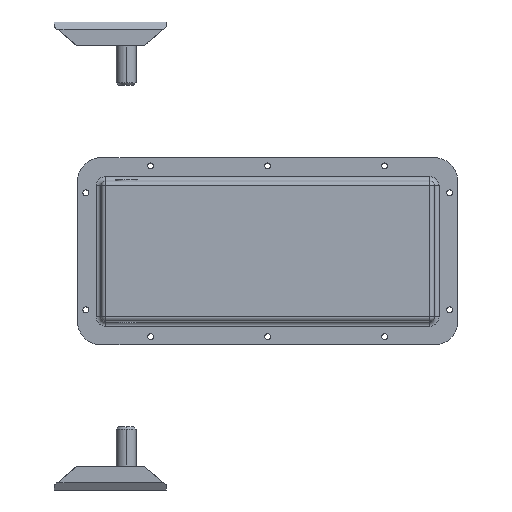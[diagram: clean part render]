
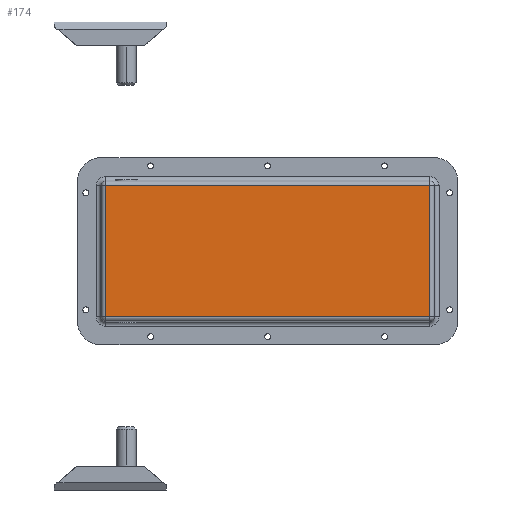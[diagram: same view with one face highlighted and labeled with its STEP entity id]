
A CAD part, front view. The second image highlights one B-rep face of the part: STEP entity #174.
In plain terms, the highlighted planar face has unit normal (0, -1, 0).
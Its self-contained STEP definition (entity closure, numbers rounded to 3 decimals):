
#90 = DIRECTION ( 'NONE',  ( 1., 0., 0. ) ) ;
#174 = ADVANCED_FACE ( 'NONE', ( #17091 ), #7809, .F. ) ;
#665 = VECTOR ( 'NONE', #5744, 1000. ) ;
#735 = CARTESIAN_POINT ( 'NONE',  ( 259.5, -15., 56. ) ) ;
#1340 = VERTEX_POINT ( 'NONE', #19762 ) ;
#1415 = DIRECTION ( 'NONE',  ( 0., 0., 1. ) ) ;
#1719 = AXIS2_PLACEMENT_3D ( 'NONE', #6038, #19972, #9571 ) ;
#3835 = LINE ( 'NONE', #6948, #18303 ) ;
#4647 = VERTEX_POINT ( 'NONE', #18514 ) ;
#5744 = DIRECTION ( 'NONE',  ( -1., 0., 0. ) ) ;
#6038 = CARTESIAN_POINT ( 'NONE',  ( -21.5, -15., 60. ) ) ;
#6561 = VECTOR ( 'NONE', #1415, 1000. ) ;
#6948 = CARTESIAN_POINT ( 'NONE',  ( -17.5, -15., 60. ) ) ;
#7117 = LINE ( 'NONE', #17036, #6561 ) ;
#7809 = PLANE ( 'NONE',  #1719 ) ;
#8285 = EDGE_CURVE ( 'NONE', #4647, #14731, #7117, .T. ) ;
#9571 = DIRECTION ( 'NONE',  ( 0., 0., 1. ) ) ;
#10502 = CARTESIAN_POINT ( 'NONE',  ( -21.5, -15., -56. ) ) ;
#10872 = EDGE_CURVE ( 'NONE', #14731, #12544, #15126, .T. ) ;
#11035 = CARTESIAN_POINT ( 'NONE',  ( -21.5, -15., 56. ) ) ;
#11527 = ORIENTED_EDGE ( 'NONE', *, *, #8285, .T. ) ;
#12042 = VECTOR ( 'NONE', #90, 1000. ) ;
#12544 = VERTEX_POINT ( 'NONE', #12726 ) ;
#12726 = CARTESIAN_POINT ( 'NONE',  ( -17.5, -15., 56. ) ) ;
#13902 = ORIENTED_EDGE ( 'NONE', *, *, #20940, .T. ) ;
#14731 = VERTEX_POINT ( 'NONE', #735 ) ;
#15126 = LINE ( 'NONE', #11035, #665 ) ;
#16666 = LINE ( 'NONE', #10502, #12042 ) ;
#17036 = CARTESIAN_POINT ( 'NONE',  ( 259.5, -15., 60. ) ) ;
#17091 = FACE_OUTER_BOUND ( 'NONE', #21071, .T. ) ;
#17365 = ORIENTED_EDGE ( 'NONE', *, *, #10872, .T. ) ;
#18041 = ORIENTED_EDGE ( 'NONE', *, *, #20352, .T. ) ;
#18303 = VECTOR ( 'NONE', #19112, 1000. ) ;
#18514 = CARTESIAN_POINT ( 'NONE',  ( 259.5, -15., -56. ) ) ;
#19112 = DIRECTION ( 'NONE',  ( 0., 0., -1. ) ) ;
#19762 = CARTESIAN_POINT ( 'NONE',  ( -17.5, -15., -56. ) ) ;
#19972 = DIRECTION ( 'NONE',  ( 0., 1., 0. ) ) ;
#20352 = EDGE_CURVE ( 'NONE', #12544, #1340, #3835, .T. ) ;
#20940 = EDGE_CURVE ( 'NONE', #1340, #4647, #16666, .T. ) ;
#21071 = EDGE_LOOP ( 'NONE', ( #13902, #11527, #17365, #18041 ) ) ;
